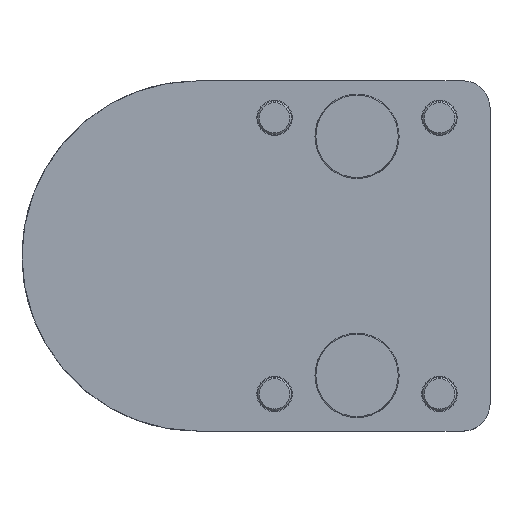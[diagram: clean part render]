
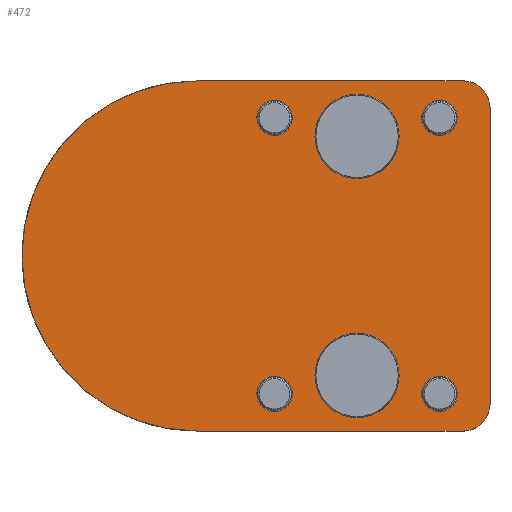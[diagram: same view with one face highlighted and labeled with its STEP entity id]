
A CAD part, top view. The second image highlights one B-rep face of the part: STEP entity #472.
In plain terms, the highlighted planar face has unit normal (0, 0, 1).
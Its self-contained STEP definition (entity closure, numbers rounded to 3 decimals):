
#215=FACE_BOUND('',#1017,.T.);
#216=FACE_BOUND('',#1018,.T.);
#217=FACE_BOUND('',#1019,.T.);
#218=FACE_BOUND('',#1020,.T.);
#219=FACE_BOUND('',#1021,.T.);
#220=FACE_BOUND('',#1022,.T.);
#221=FACE_BOUND('',#1023,.T.);
#472=ADVANCED_FACE('',(#215,#216,#217,#218,#219,#220,#221),#719,.F.);
#719=PLANE('',#3968);
#1017=EDGE_LOOP('',(#1510));
#1018=EDGE_LOOP('',(#1511));
#1019=EDGE_LOOP('',(#1512));
#1020=EDGE_LOOP('',(#1513));
#1021=EDGE_LOOP('',(#1514));
#1022=EDGE_LOOP('',(#1515,#1516,#1517,#1518,#1519,#1520));
#1023=EDGE_LOOP('',(#1521));
#1355=CIRCLE('',#3959,12.5);
#1356=CIRCLE('',#3960,5.25);
#1357=CIRCLE('',#3961,5.25);
#1358=CIRCLE('',#3962,5.25);
#1359=CIRCLE('',#3963,5.25);
#1360=CIRCLE('',#3964,52.);
#1361=CIRCLE('',#3965,8.);
#1362=CIRCLE('',#3966,8.);
#1363=CIRCLE('',#3967,12.5);
#1510=ORIENTED_EDGE('',*,*,#2896,.F.);
#1511=ORIENTED_EDGE('',*,*,#2897,.T.);
#1512=ORIENTED_EDGE('',*,*,#2898,.T.);
#1513=ORIENTED_EDGE('',*,*,#2899,.T.);
#1514=ORIENTED_EDGE('',*,*,#2900,.T.);
#1515=ORIENTED_EDGE('',*,*,#2901,.F.);
#1516=ORIENTED_EDGE('',*,*,#2902,.T.);
#1517=ORIENTED_EDGE('',*,*,#2903,.F.);
#1518=ORIENTED_EDGE('',*,*,#2904,.T.);
#1519=ORIENTED_EDGE('',*,*,#2905,.F.);
#1520=ORIENTED_EDGE('',*,*,#2906,.T.);
#1521=ORIENTED_EDGE('',*,*,#2907,.F.);
#2536=VERTEX_POINT('',#5604);
#2537=VERTEX_POINT('',#5606);
#2538=VERTEX_POINT('',#5608);
#2539=VERTEX_POINT('',#5610);
#2540=VERTEX_POINT('',#5612);
#2541=VERTEX_POINT('',#5614);
#2542=VERTEX_POINT('',#5615);
#2543=VERTEX_POINT('',#5617);
#2544=VERTEX_POINT('',#5619);
#2545=VERTEX_POINT('',#5621);
#2546=VERTEX_POINT('',#5623);
#2547=VERTEX_POINT('',#5626);
#2896=EDGE_CURVE('',#2536,#2536,#1355,.T.);
#2897=EDGE_CURVE('',#2537,#2537,#1356,.T.);
#2898=EDGE_CURVE('',#2538,#2538,#1357,.T.);
#2899=EDGE_CURVE('',#2539,#2539,#1358,.T.);
#2900=EDGE_CURVE('',#2540,#2540,#1359,.T.);
#2901=EDGE_CURVE('',#2541,#2542,#1360,.T.);
#2902=EDGE_CURVE('',#2541,#2543,#3406,.T.);
#2903=EDGE_CURVE('',#2544,#2543,#1361,.T.);
#2904=EDGE_CURVE('',#2544,#2545,#3407,.T.);
#2905=EDGE_CURVE('',#2546,#2545,#1362,.T.);
#2906=EDGE_CURVE('',#2546,#2542,#3408,.T.);
#2907=EDGE_CURVE('',#2547,#2547,#1363,.T.);
#3406=LINE('',#5616,#3654);
#3407=LINE('',#5620,#3655);
#3408=LINE('',#5624,#3656);
#3654=VECTOR('',#4437,1.);
#3655=VECTOR('',#4440,1.);
#3656=VECTOR('',#4443,1.);
#3959=AXIS2_PLACEMENT_3D('',#5603,#4425,#4426);
#3960=AXIS2_PLACEMENT_3D('',#5605,#4427,#4428);
#3961=AXIS2_PLACEMENT_3D('',#5607,#4429,#4430);
#3962=AXIS2_PLACEMENT_3D('',#5609,#4431,#4432);
#3963=AXIS2_PLACEMENT_3D('',#5611,#4433,#4434);
#3964=AXIS2_PLACEMENT_3D('',#5613,#4435,#4436);
#3965=AXIS2_PLACEMENT_3D('',#5618,#4438,#4439);
#3966=AXIS2_PLACEMENT_3D('',#5622,#4441,#4442);
#3967=AXIS2_PLACEMENT_3D('',#5625,#4444,#4445);
#3968=AXIS2_PLACEMENT_3D('',#5627,#4446,#4447);
#4425=DIRECTION('',(0.,0.,1.));
#4426=DIRECTION('',(0.,-1.,0.));
#4427=DIRECTION('',(0.,0.,-1.));
#4428=DIRECTION('',(-1.,0.,0.));
#4429=DIRECTION('',(0.,0.,-1.));
#4430=DIRECTION('',(-1.,0.,0.));
#4431=DIRECTION('',(0.,0.,-1.));
#4432=DIRECTION('',(-1.,0.,0.));
#4433=DIRECTION('',(0.,0.,-1.));
#4434=DIRECTION('',(-1.,0.,0.));
#4435=DIRECTION('',(0.,0.,-1.));
#4436=DIRECTION('',(-1.,0.,0.));
#4437=DIRECTION('',(1.,0.,0.));
#4438=DIRECTION('',(0.,0.,-1.));
#4439=DIRECTION('',(-1.,0.,0.));
#4440=DIRECTION('',(0.,1.,0.));
#4441=DIRECTION('',(0.,0.,-1.));
#4442=DIRECTION('',(-1.,0.,0.));
#4443=DIRECTION('',(-1.,0.,0.));
#4444=DIRECTION('',(0.,0.,1.));
#4445=DIRECTION('',(0.,-1.,0.));
#4446=DIRECTION('',(0.,0.,-1.));
#4447=DIRECTION('',(0.,-1.,0.));
#5603=CARTESIAN_POINT('',(0.,35.5,0.));
#5604=CARTESIAN_POINT('',(0.,23.,0.));
#5605=CARTESIAN_POINT('',(24.5,41.,0.));
#5606=CARTESIAN_POINT('',(19.25,41.,0.));
#5607=CARTESIAN_POINT('',(24.5,-41.,0.));
#5608=CARTESIAN_POINT('',(19.25,-41.,0.));
#5609=CARTESIAN_POINT('',(-24.5,41.,0.));
#5610=CARTESIAN_POINT('',(-29.75,41.,0.));
#5611=CARTESIAN_POINT('',(-24.5,-41.,0.));
#5612=CARTESIAN_POINT('',(-29.75,-41.,0.));
#5613=CARTESIAN_POINT('',(-47.5,0.,0.));
#5614=CARTESIAN_POINT('',(-47.5,-52.,0.));
#5615=CARTESIAN_POINT('',(-47.5,52.,0.));
#5616=CARTESIAN_POINT('',(-47.5,-52.,0.));
#5617=CARTESIAN_POINT('',(31.5,-52.,0.));
#5618=CARTESIAN_POINT('',(31.5,-44.,0.));
#5619=CARTESIAN_POINT('',(39.5,-44.,0.));
#5620=CARTESIAN_POINT('',(39.5,-44.,0.));
#5621=CARTESIAN_POINT('',(39.5,44.,0.));
#5622=CARTESIAN_POINT('',(31.5,44.,0.));
#5623=CARTESIAN_POINT('',(31.5,52.,0.));
#5624=CARTESIAN_POINT('',(31.5,52.,0.));
#5625=CARTESIAN_POINT('',(0.,-35.5,0.));
#5626=CARTESIAN_POINT('',(0.,-48.,0.));
#5627=CARTESIAN_POINT('',(-59.5,0.,0.));
